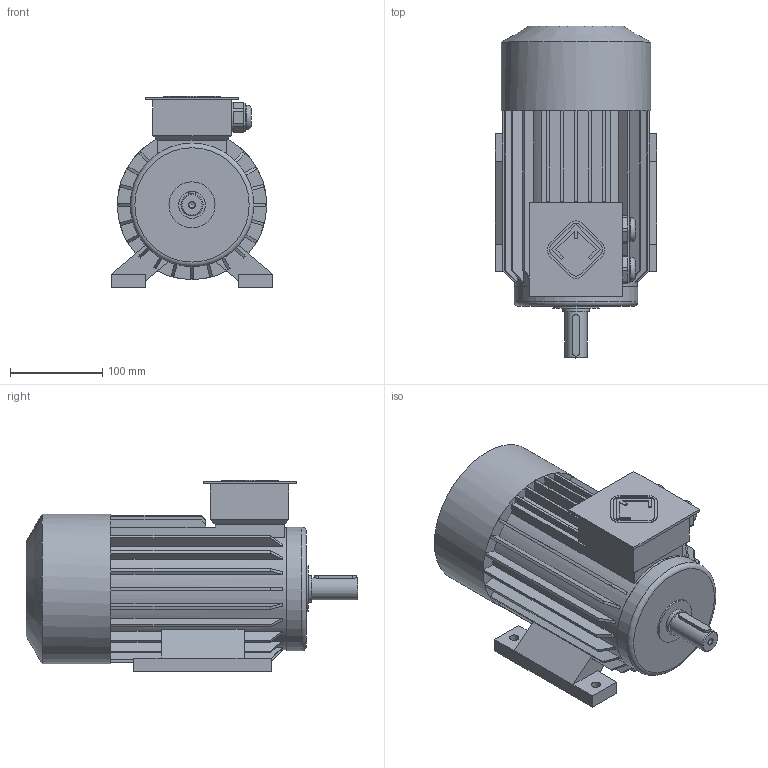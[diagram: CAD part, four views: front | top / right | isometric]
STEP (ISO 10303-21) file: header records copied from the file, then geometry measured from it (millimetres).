
FILE_DESCRIPTION(/* description */ ('Unknown'),/* implementation_level */ '2;1');
FILE_NAME(/* name */ 'A90L_В3',/* time_stamp */ '2021-03-26T13:21:03+03:00',/* author */ ('Unknown'),/* organization */ ('Unknown'),/* preprocessor_version */ 'ST-DEVELOPER v16',/* originating_system */ 'DEX',/* authorisation */ $);
FILE_SCHEMA (('AUTOMOTIVE_DESIGN {1 0 10303 214 3 1 1}'));
Length unit declared in the file: millimetre
Products named in the file (1): A90L_ﾂ3
Bounding box: 175 x 360 x 208 mm (x, y, z)
Volume: 5692233.9 mm3; surface area: 339646.3 mm2
Topology: 1 solids, 1 shells, 278 faces, 768 edges, 502 vertices
Faces by surface type: plane 199, cylinder 52, cone 24, torus 3
Full cylindrical faces by diameter (mm): 6.647 x2, 10 x4, 24 x1, 26.138 x2, 29 x1, 33 x2, 50 x1, 133 x1, 134 x1, 162 x1
Entity records: 10810 total; most frequent: CARTESIAN_POINT 1826, ORIENTED_EDGE 1458, DIRECTION 1443, EDGE_CURVE 729, VERTEX_POINT 488, LINE 485, VECTOR 485, AXIS2_PLACEMENT_3D 479
